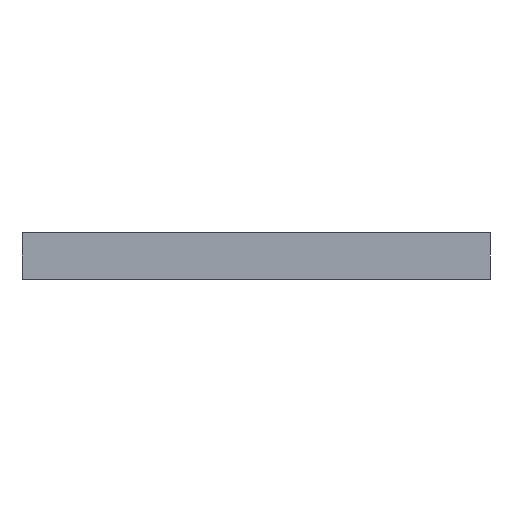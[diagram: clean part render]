
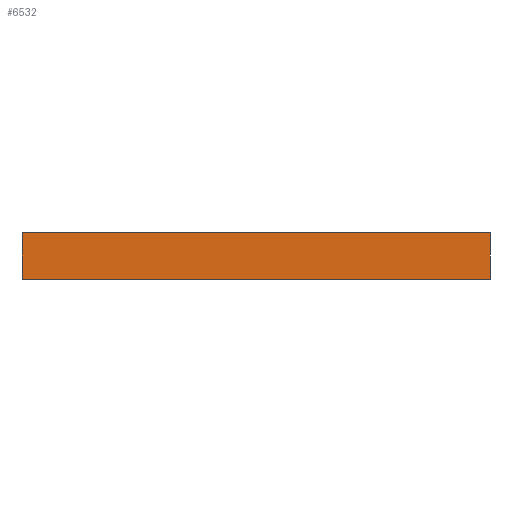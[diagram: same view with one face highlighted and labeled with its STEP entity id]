
A CAD part, front view. The second image highlights one B-rep face of the part: STEP entity #6532.
In plain terms, the highlighted planar face has unit normal (0, -1, 0).
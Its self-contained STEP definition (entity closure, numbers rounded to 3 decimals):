
#136 = ORIENTED_EDGE ( 'NONE', *, *, #7284, .F. ) ;
#763 = CARTESIAN_POINT ( 'NONE',  ( -50., -50., 0. ) ) ;
#807 = CARTESIAN_POINT ( 'NONE',  ( -50., -50., 10. ) ) ;
#2428 = EDGE_CURVE ( 'NONE', #6292, #6064, #7774, .T. ) ;
#2652 = CARTESIAN_POINT ( 'NONE',  ( 50., -50., 10. ) ) ;
#3396 = LINE ( 'NONE', #3397, #3398 ) ;
#3397 = CARTESIAN_POINT ( 'NONE',  ( -50., -50., 10. ) ) ;
#3398 = VECTOR ( 'NONE', #3399, 1000. ) ;
#3399 = DIRECTION ( 'NONE',  ( 0., 0., -1. ) ) ;
#3464 = EDGE_LOOP ( 'NONE', ( #5154, #5201, #136, #8757 ) ) ;
#3537 = FACE_OUTER_BOUND ( 'NONE', #3464, .T. ) ;
#3538 = PLANE ( 'NONE',  #3539 ) ;
#3539 = AXIS2_PLACEMENT_3D ( 'NONE', #3546, #3547, #3548 ) ;
#3546 = CARTESIAN_POINT ( 'NONE',  ( -50., -50., 10. ) ) ;
#3547 = DIRECTION ( 'NONE',  ( 0., 1., 0. ) ) ;
#3548 = DIRECTION ( 'NONE',  ( -1., 0., 0. ) ) ;
#3936 = LINE ( 'NONE', #3937, #3938 ) ;
#3937 = CARTESIAN_POINT ( 'NONE',  ( -50., -50., 10. ) ) ;
#3938 = VECTOR ( 'NONE', #3939, 1000. ) ;
#3939 = DIRECTION ( 'NONE',  ( 1., 0., 0. ) ) ;
#4774 = VERTEX_POINT ( 'NONE', #763 ) ;
#5154 = ORIENTED_EDGE ( 'NONE', *, *, #5732, .T. ) ;
#5201 = ORIENTED_EDGE ( 'NONE', *, *, #2428, .F. ) ;
#5217 = EDGE_CURVE ( 'NONE', #6207, #4774, #3396, .T. ) ;
#5732 = EDGE_CURVE ( 'NONE', #4774, #6064, #7154, .T. ) ;
#6064 = VERTEX_POINT ( 'NONE', #8568 ) ;
#6207 = VERTEX_POINT ( 'NONE', #807 ) ;
#6292 = VERTEX_POINT ( 'NONE', #2652 ) ;
#6532 = ADVANCED_FACE ( 'NONE', ( #3537 ), #3538, .F. ) ;
#7154 = LINE ( 'NONE', #7156, #7157 ) ;
#7156 = CARTESIAN_POINT ( 'NONE',  ( -50., -50., 0. ) ) ;
#7157 = VECTOR ( 'NONE', #7158, 1000. ) ;
#7158 = DIRECTION ( 'NONE',  ( 1., 0., 0. ) ) ;
#7284 = EDGE_CURVE ( 'NONE', #6207, #6292, #3936, .T. ) ;
#7774 = LINE ( 'NONE', #7775, #7776 ) ;
#7775 = CARTESIAN_POINT ( 'NONE',  ( 50., -50., 10. ) ) ;
#7776 = VECTOR ( 'NONE', #7777, 1000. ) ;
#7777 = DIRECTION ( 'NONE',  ( 0., 0., -1. ) ) ;
#8568 = CARTESIAN_POINT ( 'NONE',  ( 50., -50., 0. ) ) ;
#8757 = ORIENTED_EDGE ( 'NONE', *, *, #5217, .T. ) ;
